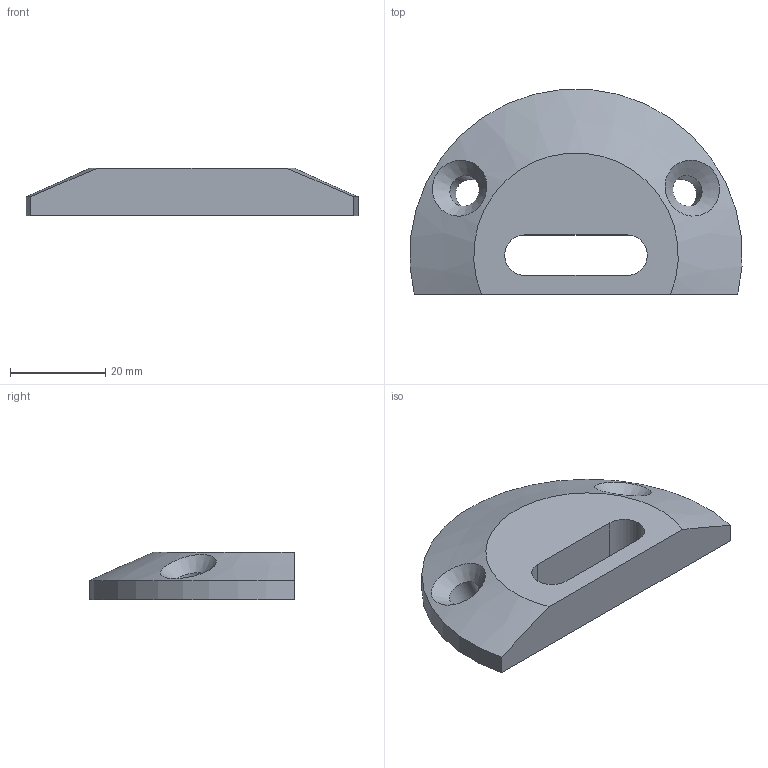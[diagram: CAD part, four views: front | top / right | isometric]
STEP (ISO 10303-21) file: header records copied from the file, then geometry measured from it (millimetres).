
FILE_DESCRIPTION((''),'2;1');
FILE_NAME('SZ0420V_A.stp','2013-08-23T12:21:43',('janine behrens'),(''),'Autodesk Inventor 2012','Autodesk Inventor 2012','');
FILE_SCHEMA(('AUTOMOTIVE_DESIGN { 1 0 10303 214 1 1 1 1 }'));
Length unit declared in the file: millimetre
Products named in the file (1): SZ0420V_A
Bounding box: 69.85 x 43.12 x 10 mm (x, y, z)
Volume: 17284 mm3; surface area: 6569.5 mm2
Topology: 1 solids, 1 shells, 13 faces, 37 edges, 26 vertices
Faces by surface type: plane 5, cylinder 5, cone 3
Full cylindrical faces by diameter (mm): 6.6 x2
Entity records: 476 total; most frequent: CARTESIAN_POINT 139, DIRECTION 62, ORIENTED_EDGE 58, EDGE_CURVE 29, AXIS2_PLACEMENT_3D 25, EDGE_LOOP 23, VERTEX_POINT 22, FACE_OUTER_BOUND 13
